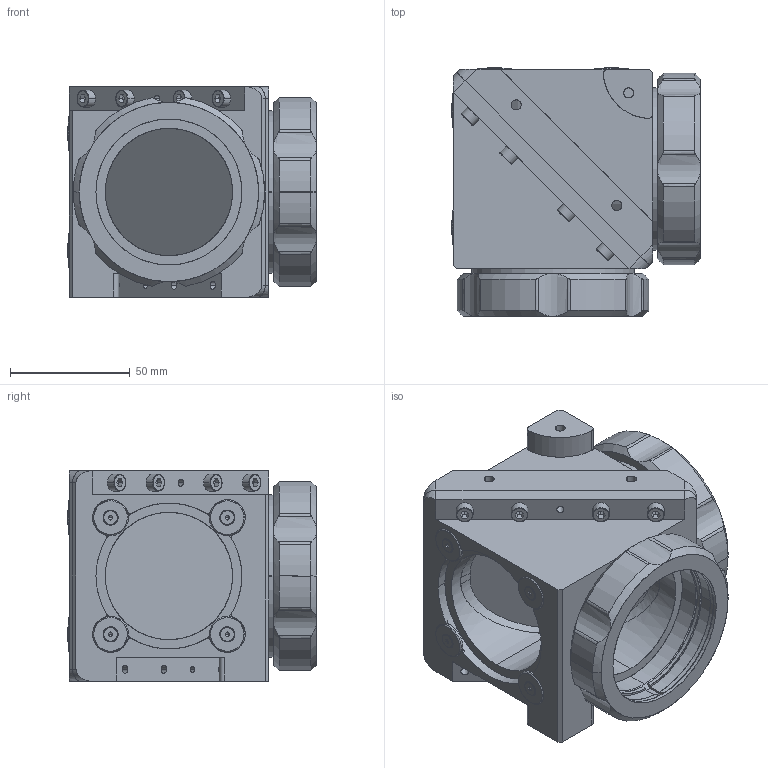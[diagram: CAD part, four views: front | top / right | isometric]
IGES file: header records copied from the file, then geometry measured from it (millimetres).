
Start section: SolidWorks IGES file using analytic representation for surfaces
Global section: file name: DP22432 -A_CMBS036.igs; native system: SolidWorks 2021; preprocessor: SolidWorks 2021; author: piermario; date: 211126.154710; units: millimetre
Bounding box: 104.09 x 104.09 x 88 mm (x, y, z)
Surface area: 110297.8 mm2 (no closed solid volume)
Topology: 0 solids, 0 shells, 517 faces, 9228 edges, 9196 vertices
Faces by surface type: revolution 332, bspline 185
